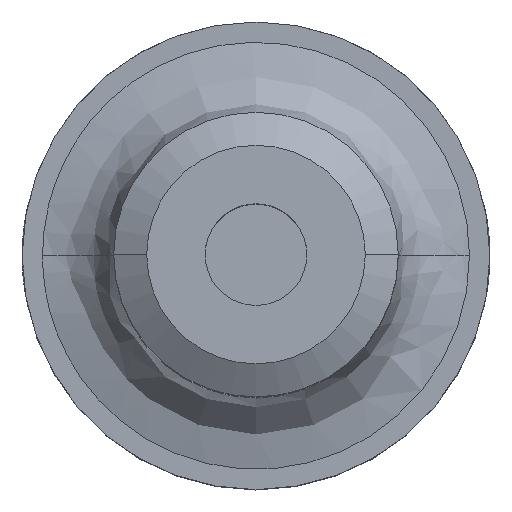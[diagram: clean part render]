
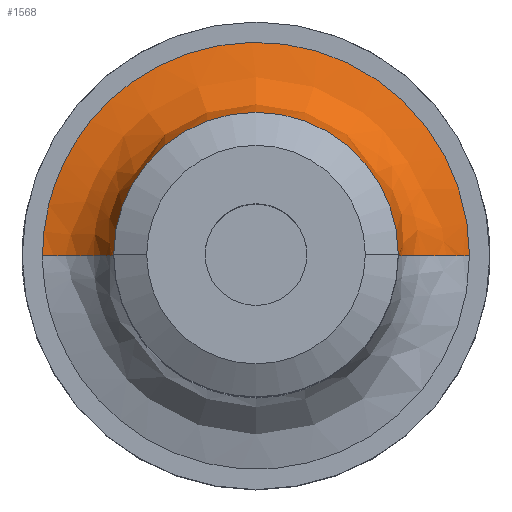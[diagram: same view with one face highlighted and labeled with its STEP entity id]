
A CAD part, top view. The second image highlights one B-rep face of the part: STEP entity #1568.
In plain terms, the highlighted free-form (B-spline) face has degree [3, 3] with [4, 4] control points.
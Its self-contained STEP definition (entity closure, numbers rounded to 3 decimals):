
#25 = DIRECTION ( 'NONE',  ( 0., 0., 1. ) ) ;
#45 = ORIENTED_EDGE ( 'NONE', *, *, #1274, .T. ) ;
#118 = CARTESIAN_POINT ( 'NONE',  ( -14.035, 0., 29.699 ) ) ;
#122 = VERTEX_POINT ( 'NONE', #198 ) ;
#185 =( BOUNDED_CURVE ( )  B_SPLINE_CURVE ( 3, ( #517, #1127, #1970, #1962 ),
 .UNSPECIFIED., .F., .T. ) 
 B_SPLINE_CURVE_WITH_KNOTS ( ( 4, 4 ),
 ( 0., 1. ),
 .UNSPECIFIED. ) 
 CURVE ( )  GEOMETRIC_REPRESENTATION_ITEM ( )  RATIONAL_B_SPLINE_CURVE ( ( 0.957, 0.319, 0.319, 0.957 ) ) 
 REPRESENTATION_ITEM ( '' )  );
#198 = CARTESIAN_POINT ( 'NONE',  ( 14., 0., 29. ) ) ;
#207 = DIRECTION ( 'NONE',  ( 0., 0., 1. ) ) ;
#342 = EDGE_CURVE ( 'NONE', #837, #1448, #1614, .T. ) ;
#381 = CIRCLE ( 'NONE', #1358, 14. ) ;
#429 = CARTESIAN_POINT ( 'NONE',  ( -14., 0., 24.899 ) ) ;
#432 = CARTESIAN_POINT ( 'NONE',  ( -21.699, 0., 22.035 ) ) ;
#446 = VERTEX_POINT ( 'NONE', #1908 ) ;
#516 = AXIS2_PLACEMENT_3D ( 'NONE', #696, #207, #1216 ) ;
#517 = CARTESIAN_POINT ( 'NONE',  ( 21., 0., 22. ) ) ;
#559 = CARTESIAN_POINT ( 'NONE',  ( -14., 0., 29. ) ) ;
#679 = ORIENTED_EDGE ( 'NONE', *, *, #1689, .F. ) ;
#680 = ORIENTED_EDGE ( 'NONE', *, *, #342, .T. ) ;
#696 = CARTESIAN_POINT ( 'NONE',  ( 0., 0., 29. ) ) ;
#749 = ORIENTED_EDGE ( 'NONE', *, *, #805, .F. ) ;
#760 = CARTESIAN_POINT ( 'NONE',  ( -14.035, 28.07, 29.699 ) ) ;
#805 = EDGE_CURVE ( 'NONE', #446, #1448, #381, .T. ) ;
#817 = CARTESIAN_POINT ( 'NONE',  ( 0., 0., 29. ) ) ;
#837 = VERTEX_POINT ( 'NONE', #1893 ) ;
#868 = ORIENTED_EDGE ( 'NONE', *, *, #1355, .T. ) ;
#909 = CARTESIAN_POINT ( 'NONE',  ( -16.94, 33.879, 21.557 ) ) ;
#1062 = CARTESIAN_POINT ( 'NONE',  ( -21.699, 43.398, 22.035 ) ) ;
#1090 = CARTESIAN_POINT ( 'NONE',  ( 13.557, 27.115, 24.94 ) ) ;
#1104 = CARTESIAN_POINT ( 'NONE',  ( 16.94, 0., 21.557 ) ) ;
#1127 = CARTESIAN_POINT ( 'NONE',  ( 21., 42., 22. ) ) ;
#1145 = EDGE_LOOP ( 'NONE', ( #868, #680, #749, #679, #45 ) ) ;
#1154 = CARTESIAN_POINT ( 'NONE',  ( -21., 0., 22. ) ) ;
#1216 = DIRECTION ( 'NONE',  ( 1., 0., 0. ) ) ;
#1223 =( BOUNDED_CURVE ( )  B_SPLINE_CURVE ( 3, ( #1472, #1626, #1323, #1332 ),
 .UNSPECIFIED., .F., .T. ) 
 B_SPLINE_CURVE_WITH_KNOTS ( ( 4, 4 ),
 ( 0.063, 0.937 ),
 .UNSPECIFIED. ) 
 CURVE ( )  GEOMETRIC_REPRESENTATION_ITEM ( )  RATIONAL_B_SPLINE_CURVE ( ( 0.957, 0.77, 0.77, 0.957 ) ) 
 REPRESENTATION_ITEM ( '' )  );
#1237 = CARTESIAN_POINT ( 'NONE',  ( 14.035, 0., 29.699 ) ) ;
#1252 = CARTESIAN_POINT ( 'NONE',  ( 21.699, 43.398, 22.035 ) ) ;
#1267 = CARTESIAN_POINT ( 'NONE',  ( 16.94, 33.879, 21.557 ) ) ;
#1274 = EDGE_CURVE ( 'NONE', #122, #1799, #1223, .T. ) ;
#1323 = CARTESIAN_POINT ( 'NONE',  ( 16.899, 0., 22. ) ) ;
#1332 = CARTESIAN_POINT ( 'NONE',  ( 21., 0., 22. ) ) ;
#1355 = EDGE_CURVE ( 'NONE', #1799, #837, #185, .T. ) ;
#1358 = AXIS2_PLACEMENT_3D ( 'NONE', #817, #25, #1527 ) ;
#1363 = CARTESIAN_POINT ( 'NONE',  ( -14., 0., 29. ) ) ;
#1448 = VERTEX_POINT ( 'NONE', #559 ) ;
#1472 = CARTESIAN_POINT ( 'NONE',  ( 14., 0., 29. ) ) ;
#1527 = DIRECTION ( 'NONE',  ( 1., 0., 0. ) ) ;
#1566 =( BOUNDED_SURFACE ( )  B_SPLINE_SURFACE ( 3, 3, ( 
 ( #118, #760, #1777, #1237 ),
 ( #1570, #2113, #1090, #1732 ),
 ( #2085, #909, #1267, #1104 ),
 ( #432, #1062, #1252, #1933 ) ),
 .UNSPECIFIED., .F., .F., .T. ) 
 B_SPLINE_SURFACE_WITH_KNOTS ( ( 4, 4 ),
 ( 4, 4 ),
 ( 0., 1. ),
 ( 0., 1. ),
 .UNSPECIFIED. ) 
 GEOMETRIC_REPRESENTATION_ITEM ( )  RATIONAL_B_SPLINE_SURFACE ( (
 ( 1., 0.333, 0.333, 1.),
 ( 0.755, 0.252, 0.252, 0.755),
 ( 0.755, 0.252, 0.252, 0.755),
 ( 1., 0.333, 0.333, 1.) ) ) 
 REPRESENTATION_ITEM ( '' )  SURFACE ( )  );
#1568 = ADVANCED_FACE ( 'NONE', ( #1619 ), #1566, .F. ) ;
#1570 = CARTESIAN_POINT ( 'NONE',  ( -13.557, 0., 24.94 ) ) ;
#1614 =( BOUNDED_CURVE ( )  B_SPLINE_CURVE ( 3, ( #1154, #2107, #429, #1363 ),
 .UNSPECIFIED., .F., .T. ) 
 B_SPLINE_CURVE_WITH_KNOTS ( ( 4, 4 ),
 ( 0.063, 0.937 ),
 .UNSPECIFIED. ) 
 CURVE ( )  GEOMETRIC_REPRESENTATION_ITEM ( )  RATIONAL_B_SPLINE_CURVE ( ( 0.957, 0.77, 0.77, 0.957 ) ) 
 REPRESENTATION_ITEM ( '' )  );
#1619 = FACE_OUTER_BOUND ( 'NONE', #1145, .T. ) ;
#1626 = CARTESIAN_POINT ( 'NONE',  ( 14., 0., 24.899 ) ) ;
#1689 = EDGE_CURVE ( 'NONE', #122, #446, #1809, .T. ) ;
#1732 = CARTESIAN_POINT ( 'NONE',  ( 13.557, 0., 24.94 ) ) ;
#1771 = CARTESIAN_POINT ( 'NONE',  ( 21., 0., 22. ) ) ;
#1777 = CARTESIAN_POINT ( 'NONE',  ( 14.035, 28.07, 29.699 ) ) ;
#1799 = VERTEX_POINT ( 'NONE', #1771 ) ;
#1809 = CIRCLE ( 'NONE', #516, 14. ) ;
#1893 = CARTESIAN_POINT ( 'NONE',  ( -21., 0., 22. ) ) ;
#1908 = CARTESIAN_POINT ( 'NONE',  ( 0., 14., 29. ) ) ;
#1933 = CARTESIAN_POINT ( 'NONE',  ( 21.699, 0., 22.035 ) ) ;
#1962 = CARTESIAN_POINT ( 'NONE',  ( -21., 0., 22. ) ) ;
#1970 = CARTESIAN_POINT ( 'NONE',  ( -21., 42., 22. ) ) ;
#2085 = CARTESIAN_POINT ( 'NONE',  ( -16.94, 0., 21.557 ) ) ;
#2107 = CARTESIAN_POINT ( 'NONE',  ( -16.899, 0., 22. ) ) ;
#2113 = CARTESIAN_POINT ( 'NONE',  ( -13.557, 27.115, 24.94 ) ) ;
